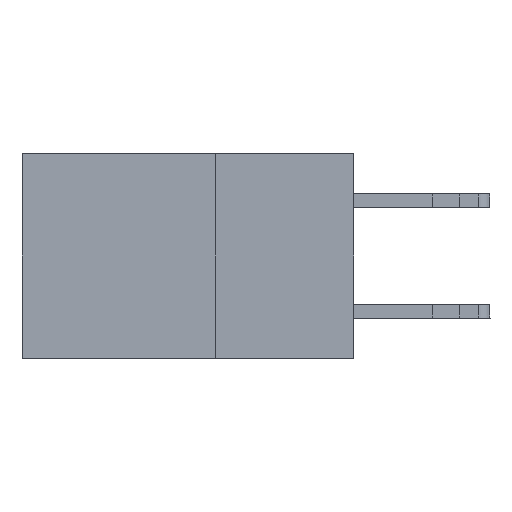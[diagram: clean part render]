
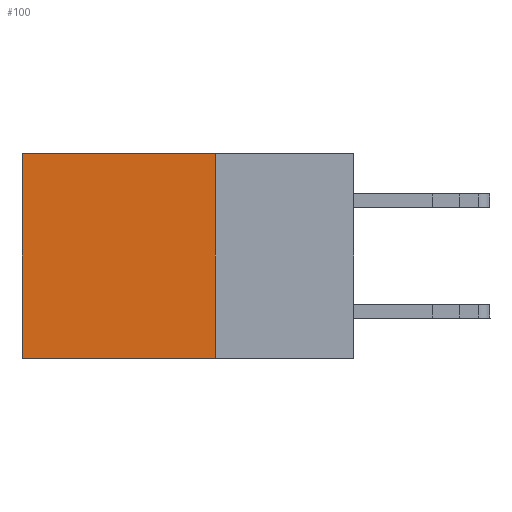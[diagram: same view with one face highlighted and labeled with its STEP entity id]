
A CAD part, left-side view. The second image highlights one B-rep face of the part: STEP entity #100.
In plain terms, the highlighted planar face has unit normal (-1, 0, 0).
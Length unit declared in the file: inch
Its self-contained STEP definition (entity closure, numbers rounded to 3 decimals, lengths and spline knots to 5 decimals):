
#100 = ADVANCED_FACE ( 'NONE', ( #16478 ), #28063, .F. ) ;
#290 = CARTESIAN_POINT ( 'NONE',  ( 0.2875, 0.6, -0.37 ) ) ;
#585 = CARTESIAN_POINT ( 'NONE',  ( 0.2875, 0.25, -0.37 ) ) ;
#1091 = ORIENTED_EDGE ( 'NONE', *, *, #33270, .T. ) ;
#2264 = LINE ( 'NONE', #33964, #9395 ) ;
#3279 = DIRECTION ( 'NONE',  ( 0., 0., -1. ) ) ;
#3650 = DIRECTION ( 'NONE',  ( 1., 0., 0. ) ) ;
#4113 = EDGE_CURVE ( 'NONE', #5920, #15925, #2264, .T. ) ;
#4518 = VECTOR ( 'NONE', #30626, 39.37008 ) ;
#5114 = CARTESIAN_POINT ( 'NONE',  ( 0.2875, 0.25, 0. ) ) ;
#5502 = CARTESIAN_POINT ( 'NONE',  ( 0.2875, 0.25, 0. ) ) ;
#5821 = CARTESIAN_POINT ( 'NONE',  ( 0.2875, 0.6, 0. ) ) ;
#5920 = VERTEX_POINT ( 'NONE', #585 ) ;
#6102 = CARTESIAN_POINT ( 'NONE',  ( 0.2875, 0.25, 0. ) ) ;
#6216 = DIRECTION ( 'NONE',  ( 0., 0., -1. ) ) ;
#7444 = ORIENTED_EDGE ( 'NONE', *, *, #4113, .F. ) ;
#9191 = LINE ( 'NONE', #5821, #4518 ) ;
#9395 = VECTOR ( 'NONE', #32047, 39.37008 ) ;
#13544 = DIRECTION ( 'NONE',  ( 0., 1., 0. ) ) ;
#15925 = VERTEX_POINT ( 'NONE', #290 ) ;
#16210 = VERTEX_POINT ( 'NONE', #25553 ) ;
#16478 = FACE_OUTER_BOUND ( 'NONE', #33855, .T. ) ;
#16839 = ORIENTED_EDGE ( 'NONE', *, *, #19500, .F. ) ;
#18463 = ORIENTED_EDGE ( 'NONE', *, *, #19983, .T. ) ;
#19500 = EDGE_CURVE ( 'NONE', #28854, #5920, #19733, .T. ) ;
#19733 = LINE ( 'NONE', #5502, #33619 ) ;
#19983 = EDGE_CURVE ( 'NONE', #28854, #16210, #30276, .T. ) ;
#23118 = VECTOR ( 'NONE', #13544, 39.37008 ) ;
#25553 = CARTESIAN_POINT ( 'NONE',  ( 0.2875, 0.6, 0. ) ) ;
#28063 = PLANE ( 'NONE',  #28110 ) ;
#28110 = AXIS2_PLACEMENT_3D ( 'NONE', #6102, #3650, #6216 ) ;
#28854 = VERTEX_POINT ( 'NONE', #30369 ) ;
#30276 = LINE ( 'NONE', #5114, #23118 ) ;
#30369 = CARTESIAN_POINT ( 'NONE',  ( 0.2875, 0.25, 0. ) ) ;
#30626 = DIRECTION ( 'NONE',  ( 0., 0., -1. ) ) ;
#32047 = DIRECTION ( 'NONE',  ( 0., 1., 0. ) ) ;
#33270 = EDGE_CURVE ( 'NONE', #16210, #15925, #9191, .T. ) ;
#33619 = VECTOR ( 'NONE', #3279, 39.37008 ) ;
#33855 = EDGE_LOOP ( 'NONE', ( #1091, #7444, #16839, #18463 ) ) ;
#33964 = CARTESIAN_POINT ( 'NONE',  ( 0.2875, 0.25, -0.37 ) ) ;
